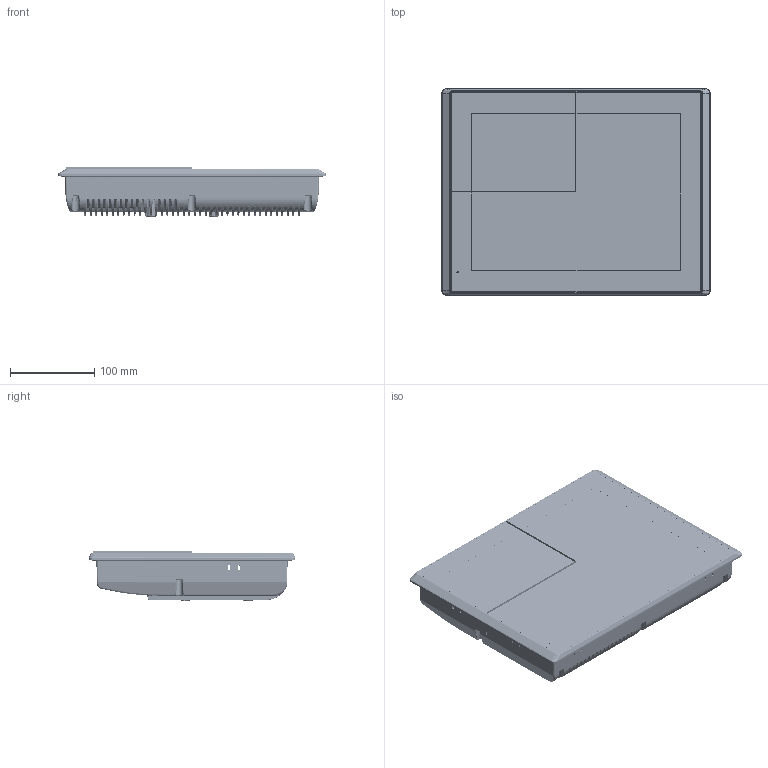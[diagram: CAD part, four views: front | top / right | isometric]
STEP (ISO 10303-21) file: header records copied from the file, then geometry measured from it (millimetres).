
FILE_DESCRIPTION (( 'STEP AP214' ), '1' );
FILE_NAME ('IFC-512R.STEP', '2025-03-03T06:24:52', ( '' ), ( '' ), 'SwSTEP 2.0', 'SolidWorks 2024', '' );
FILE_SCHEMA (( 'AUTOMOTIVE_DESIGN' ));
Length unit declared in the file: millimetre
Products named in the file (1): IFC-512R
Bounding box: 318.8 x 245 x 58.8 mm (x, y, z)
Surface area: 650795.2 mm2 (no closed solid volume)
Topology: 0 solids, 16 shells, 4668 faces, 11913 edges, 7306 vertices
Faces by surface type: cylinder 1631, bspline 1301, plane 1195, cone 250, torus 222, sphere 69
Entity records: 310295 total; most frequent: CARTESIAN_POINT 165089, ORIENTED_EDGE 23684, DIRECTION 13308, EDGE_CURVE 11865, VERTEX_POINT 7298, B_SPLINE_CURVE_WITH_KNOTS 5714, EDGE_LOOP 4937, AXIS2_PLACEMENT_3D 4768
